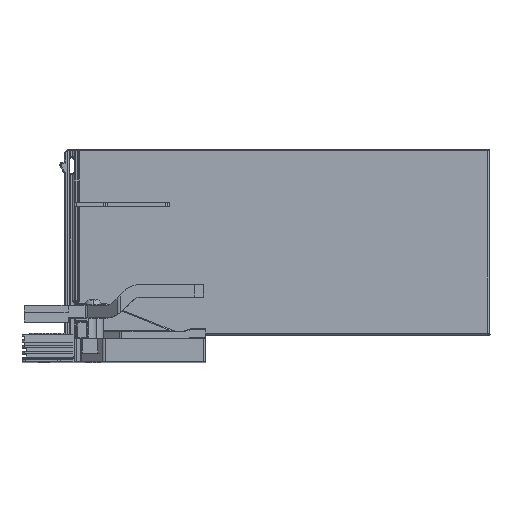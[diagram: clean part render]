
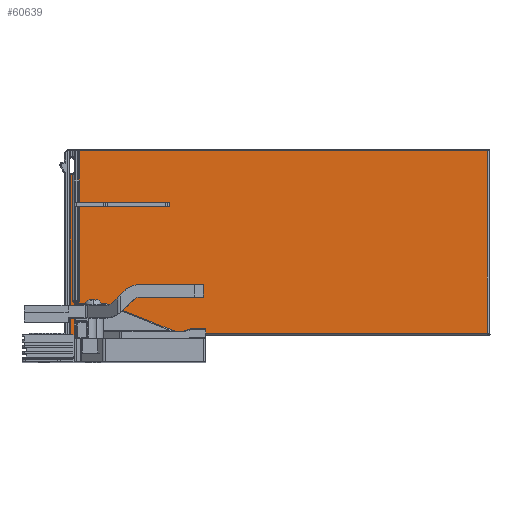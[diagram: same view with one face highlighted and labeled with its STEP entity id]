
A CAD part, top view. The second image highlights one B-rep face of the part: STEP entity #60639.
In plain terms, the highlighted planar face has unit normal (0, 0, 1).
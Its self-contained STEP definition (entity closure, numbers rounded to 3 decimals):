
#14769=DIRECTION('',(0.,1.,0.));
#14770=VECTOR('',#14769,87.893);
#14771=CARTESIAN_POINT('',(281.752,-19.043,
-21.954));
#14772=LINE('',#14771,#14770);
#15440=DIRECTION('',(-1.,0.,0.));
#15441=VECTOR('',#15440,46.808);
#15442=CARTESIAN_POINT('',(127.91,-25.443,
-21.951));
#15443=LINE('',#15442,#15441);
#15444=DIRECTION('',(0.,1.,0.));
#15445=VECTOR('',#15444,82.644);
#15446=CARTESIAN_POINT('',(81.102,-25.443,
-21.95));
#15447=LINE('',#15446,#15445);
#15448=CARTESIAN_POINT('',(81.802,58.75,
-21.95));
#15449=DIRECTION('',(0.,0.,1.));
#15450=DIRECTION('',(-0.412,-0.911,0.));
#15451=AXIS2_PLACEMENT_3D('',#15448,#15449,#15450);
#15453=DIRECTION('',(0.,-1.,0.));
#15454=VECTOR('',#15453,60.651);
#15455=CARTESIAN_POINT('',(82.502,57.201,
-21.95));
#15456=LINE('',#15455,#15454);
#15457=CARTESIAN_POINT('',(83.502,-3.45,
-21.95));
#15458=DIRECTION('',(0.,0.,1.));
#15459=DIRECTION('',(-1.,0.,0.));
#15460=AXIS2_PLACEMENT_3D('',#15457,#15458,#15459);
#15462=CARTESIAN_POINT('',(84.502,-3.45,
-21.95));
#15463=DIRECTION('',(0.,0.,1.));
#15464=DIRECTION('',(0.,-1.,0.));
#15465=AXIS2_PLACEMENT_3D('',#15462,#15463,#15464);
#15467=DIRECTION('',(0.,1.,0.));
#15468=VECTOR('',#15467,45.3);
#15469=CARTESIAN_POINT('',(85.502,-3.45,
-21.95));
#15470=LINE('',#15469,#15468);
#15471=DIRECTION('',(1.,0.,0.));
#15472=VECTOR('',#15471,43.5);
#15473=CARTESIAN_POINT('',(85.502,41.85,
-21.95));
#15474=LINE('',#15473,#15472);
#15475=DIRECTION('',(-1.,0.,0.));
#15476=VECTOR('',#15475,43.5);
#15477=CARTESIAN_POINT('',(129.002,43.85,
-21.951));
#15478=LINE('',#15477,#15476);
#15479=DIRECTION('',(0.,1.,0.));
#15480=VECTOR('',#15479,25.);
#15481=CARTESIAN_POINT('',(85.502,43.85,
-21.95));
#15482=LINE('',#15481,#15480);
#15483=CARTESIAN_POINT('',(137.002,-23.25,
-21.951));
#15484=DIRECTION('',(0.,0.,1.));
#15485=DIRECTION('',(0.,1.,0.));
#15486=AXIS2_PLACEMENT_3D('',#15483,#15484,#15485);
#15488=DIRECTION('',(-0.707,-0.707,0.));
#15489=VECTOR('',#15488,6.359);
#15490=CARTESIAN_POINT('',(134.027,-20.275,
-21.951));
#15491=LINE('',#15490,#15489);
#15492=CARTESIAN_POINT('',(127.91,-23.15,
-21.951));
#15493=DIRECTION('',(0.,0.,-1.));
#15494=DIRECTION('',(0.707,-0.707,0.));
#15495=AXIS2_PLACEMENT_3D('',#15492,#15493,#15494);
#15577=DIRECTION('',(-1.,0.,0.));
#15578=VECTOR('',#15577,1.);
#15579=CARTESIAN_POINT('',(84.502,-4.45,
-21.95));
#15580=LINE('',#15579,#15578);
#15617=DIRECTION('',(0.,-1.,0.));
#15618=VECTOR('',#15617,2.);
#15619=CARTESIAN_POINT('',(129.002,43.85,
-21.951));
#15620=LINE('',#15619,#15618);
#15716=DIRECTION('',(-1.,0.,0.));
#15717=VECTOR('',#15716,196.25);
#15718=CARTESIAN_POINT('',(281.752,68.85,
-21.954));
#15719=LINE('',#15718,#15717);
#15720=DIRECTION('',(1.,0.,0.));
#15721=VECTOR('',#15720,144.75);
#15722=CARTESIAN_POINT('',(137.002,-19.043,
-21.951));
#15723=LINE('',#15722,#15721);
#30775=CARTESIAN_POINT('',(127.91,-25.443,
-21.951));
#30776=CARTESIAN_POINT('',(81.102,-25.443,
-21.95));
#30777=VERTEX_POINT('',#30775);
#30778=VERTEX_POINT('',#30776);
#30781=CARTESIAN_POINT('',(81.102,57.201,
-21.95));
#30782=VERTEX_POINT('',#30781);
#30784=CARTESIAN_POINT('',(82.502,57.201,
-21.95));
#30786=VERTEX_POINT('',#30784);
#30794=CARTESIAN_POINT('',(82.502,-3.45,
-21.95));
#30796=VERTEX_POINT('',#30794);
#30836=CARTESIAN_POINT('',(85.502,41.85,
-21.95));
#30837=CARTESIAN_POINT('',(129.002,41.85,
-21.951));
#30838=VERTEX_POINT('',#30836);
#30839=VERTEX_POINT('',#30837);
#30858=CARTESIAN_POINT('',(129.002,43.85,
-21.951));
#30859=CARTESIAN_POINT('',(85.502,43.85,
-21.95));
#30860=VERTEX_POINT('',#30858);
#30861=VERTEX_POINT('',#30859);
#30902=CARTESIAN_POINT('',(85.502,-3.45,
-21.95));
#30903=VERTEX_POINT('',#30902);
#30904=CARTESIAN_POINT('',(85.502,68.85,
-21.95));
#30905=VERTEX_POINT('',#30904);
#30914=CARTESIAN_POINT('',(83.502,-4.45,
-21.95));
#30915=VERTEX_POINT('',#30914);
#30916=CARTESIAN_POINT('',(84.502,-4.45,
-21.95));
#30917=VERTEX_POINT('',#30916);
#30918=CARTESIAN_POINT('',(281.752,68.85,
-21.954));
#30919=VERTEX_POINT('',#30918);
#30920=CARTESIAN_POINT('',(281.752,-19.043,
-21.954));
#30921=VERTEX_POINT('',#30920);
#30922=CARTESIAN_POINT('',(137.002,-19.043,
-21.951));
#30923=VERTEX_POINT('',#30922);
#30924=CARTESIAN_POINT('',(134.027,-20.275,
-21.951));
#30925=VERTEX_POINT('',#30924);
#30926=CARTESIAN_POINT('',(129.531,-24.771,
-21.951));
#30927=VERTEX_POINT('',#30926);
#60604=CARTESIAN_POINT('',(181.427,21.704,
-21.952));
#60605=DIRECTION('',(0.,0.,1.));
#60606=DIRECTION('',(-1.,0.,0.));
#60607=AXIS2_PLACEMENT_3D('',#60604,#60605,#60606);
#60608=PLANE('',#60607);
#60609=ORIENTED_EDGE('',*,*,#57182,.T.);
#60610=ORIENTED_EDGE('',*,*,#57226,.T.);
#60611=ORIENTED_EDGE('',*,*,#57375,.T.);
#60612=ORIENTED_EDGE('',*,*,#57525,.T.);
#60614=ORIENTED_EDGE('',*,*,#60613,.T.);
#60616=ORIENTED_EDGE('',*,*,#60615,.F.);
#60618=ORIENTED_EDGE('',*,*,#60617,.T.);
#60620=ORIENTED_EDGE('',*,*,#60619,.T.);
#60621=ORIENTED_EDGE('',*,*,#57622,.T.);
#60623=ORIENTED_EDGE('',*,*,#60622,.F.);
#60624=ORIENTED_EDGE('',*,*,#57706,.T.);
#60626=ORIENTED_EDGE('',*,*,#60625,.T.);
#60628=ORIENTED_EDGE('',*,*,#60627,.F.);
#60629=ORIENTED_EDGE('',*,*,#59331,.F.);
#60631=ORIENTED_EDGE('',*,*,#60630,.F.);
#60633=ORIENTED_EDGE('',*,*,#60632,.T.);
#60635=ORIENTED_EDGE('',*,*,#60634,.T.);
#60636=ORIENTED_EDGE('',*,*,#60588,.T.);
#60637=EDGE_LOOP('',(#60609,#60610,#60611,#60612,#60614,#60616,#60618,#60620,
#60621,#60623,#60624,#60626,#60628,#60629,#60631,#60633,#60635,#60636));
#60638=FACE_OUTER_BOUND('',#60637,.F.);
#15452=CIRCLE('',#15451,1.7);
#15461=CIRCLE('',#15460,1.);
#15466=CIRCLE('',#15465,1.);
#15487=CIRCLE('',#15486,4.207);
#15496=CIRCLE('',#15495,2.293);
#57182=EDGE_CURVE('',#30777,#30778,#15443,.T.);
#57226=EDGE_CURVE('',#30778,#30782,#15447,.T.);
#57375=EDGE_CURVE('',#30782,#30786,#15452,.T.);
#57525=EDGE_CURVE('',#30786,#30796,#15456,.T.);
#57622=EDGE_CURVE('',#30838,#30839,#15474,.T.);
#57706=EDGE_CURVE('',#30860,#30861,#15478,.T.);
#59331=EDGE_CURVE('',#30921,#30919,#14772,.T.);
#60588=EDGE_CURVE('',#30927,#30777,#15496,.T.);
#60613=EDGE_CURVE('',#30796,#30915,#15461,.T.);
#60615=EDGE_CURVE('',#30917,#30915,#15580,.T.);
#60617=EDGE_CURVE('',#30917,#30903,#15466,.T.);
#60619=EDGE_CURVE('',#30903,#30838,#15470,.T.);
#60622=EDGE_CURVE('',#30860,#30839,#15620,.T.);
#60625=EDGE_CURVE('',#30861,#30905,#15482,.T.);
#60627=EDGE_CURVE('',#30919,#30905,#15719,.T.);
#60630=EDGE_CURVE('',#30923,#30921,#15723,.T.);
#60632=EDGE_CURVE('',#30923,#30925,#15487,.T.);
#60634=EDGE_CURVE('',#30925,#30927,#15491,.T.);
#60639=ADVANCED_FACE('',(#60638),#60608,.T.);
